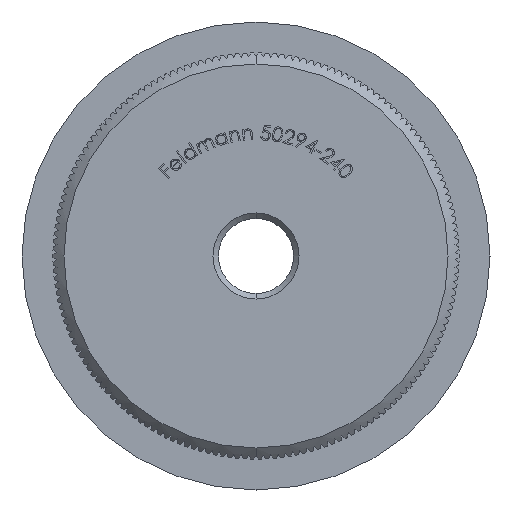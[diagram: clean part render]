
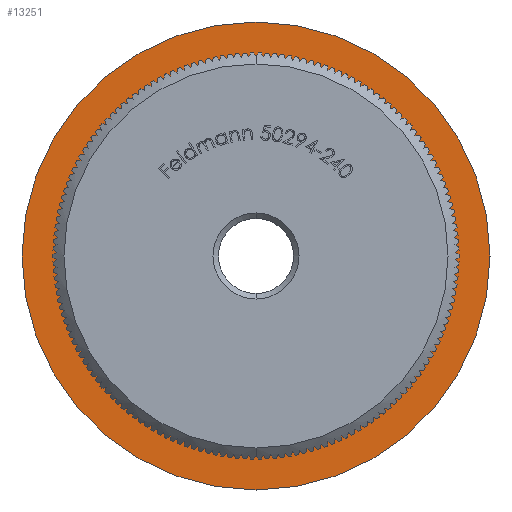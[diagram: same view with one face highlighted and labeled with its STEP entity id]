
A CAD part, front view. The second image highlights one B-rep face of the part: STEP entity #13251.
In plain terms, the highlighted planar face has unit normal (0, -1, 0).
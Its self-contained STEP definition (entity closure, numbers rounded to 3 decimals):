
#469 = ORIENTED_EDGE ( 'NONE', *, *, #3011, .T. ) ;
#875 = DIRECTION ( 'NONE',  ( 0., -1., 0. ) ) ;
#1775 = CARTESIAN_POINT ( 'NONE',  ( 0., 8., 17.7 ) ) ;
#3011 = EDGE_CURVE ( 'NONE', #12963, #29228, #20843, .T. ) ;
#3367 = CARTESIAN_POINT ( 'NONE',  ( 0., 8., -17.7 ) ) ;
#3839 = DIRECTION ( 'NONE',  ( 0., -1., 0. ) ) ;
#3869 = DIRECTION ( 'NONE',  ( 0., -1., 0. ) ) ;
#4245 = ORIENTED_EDGE ( 'NONE', *, *, #26798, .T. ) ;
#6484 = VERTEX_POINT ( 'NONE', #1775 ) ;
#7216 = AXIS2_PLACEMENT_3D ( 'NONE', #11270, #3869, #20785 ) ;
#7947 = CARTESIAN_POINT ( 'NONE',  ( 0., 8., 0. ) ) ;
#8779 = AXIS2_PLACEMENT_3D ( 'NONE', #7947, #12600, #24527 ) ;
#11270 = CARTESIAN_POINT ( 'NONE',  ( 0., 8., 0. ) ) ;
#12600 = DIRECTION ( 'NONE',  ( 0., -1., 0. ) ) ;
#12963 = VERTEX_POINT ( 'NONE', #19136 ) ;
#13251 = ADVANCED_FACE ( 'NONE', ( #14857, #27099 ), #20861, .T. ) ;
#13400 = CARTESIAN_POINT ( 'NONE',  ( 17.7, 8., 0. ) ) ;
#13556 = DIRECTION ( 'NONE',  ( 0., -1., 0. ) ) ;
#14437 = AXIS2_PLACEMENT_3D ( 'NONE', #19520, #875, #28961 ) ;
#14857 = FACE_OUTER_BOUND ( 'NONE', #17841, .T. ) ;
#16551 = CIRCLE ( 'NONE', #8779, 21.2 ) ;
#16898 = ORIENTED_EDGE ( 'NONE', *, *, #19711, .F. ) ;
#17274 = AXIS2_PLACEMENT_3D ( 'NONE', #20812, #13556, #30162 ) ;
#17841 = EDGE_LOOP ( 'NONE', ( #469, #4245 ) ) ;
#18269 = CIRCLE ( 'NONE', #17274, 17.7 ) ;
#19136 = CARTESIAN_POINT ( 'NONE',  ( 0., 8., -21.2 ) ) ;
#19520 = CARTESIAN_POINT ( 'NONE',  ( 0., 8., 0. ) ) ;
#19711 = EDGE_CURVE ( 'NONE', #30652, #6484, #18269, .T. ) ;
#20448 = DIRECTION ( 'NONE',  ( 0., 0., -1. ) ) ;
#20785 = DIRECTION ( 'NONE',  ( 0., 0., -1. ) ) ;
#20812 = CARTESIAN_POINT ( 'NONE',  ( 0., 8., 0. ) ) ;
#20843 = CIRCLE ( 'NONE', #14437, 21.2 ) ;
#20861 = PLANE ( 'NONE',  #23167 ) ;
#23111 = EDGE_CURVE ( 'NONE', #6484, #30652, #30774, .T. ) ;
#23167 = AXIS2_PLACEMENT_3D ( 'NONE', #13400, #3839, #20448 ) ;
#24505 = EDGE_LOOP ( 'NONE', ( #16898, #28917 ) ) ;
#24527 = DIRECTION ( 'NONE',  ( 0., 0., -1. ) ) ;
#26798 = EDGE_CURVE ( 'NONE', #29228, #12963, #16551, .T. ) ;
#27099 = FACE_BOUND ( 'NONE', #24505, .T. ) ;
#28917 = ORIENTED_EDGE ( 'NONE', *, *, #23111, .F. ) ;
#28961 = DIRECTION ( 'NONE',  ( 0., 0., -1. ) ) ;
#29228 = VERTEX_POINT ( 'NONE', #30278 ) ;
#30162 = DIRECTION ( 'NONE',  ( 0., 0., -1. ) ) ;
#30278 = CARTESIAN_POINT ( 'NONE',  ( 0., 8., 21.2 ) ) ;
#30652 = VERTEX_POINT ( 'NONE', #3367 ) ;
#30774 = CIRCLE ( 'NONE', #7216, 17.7 ) ;
